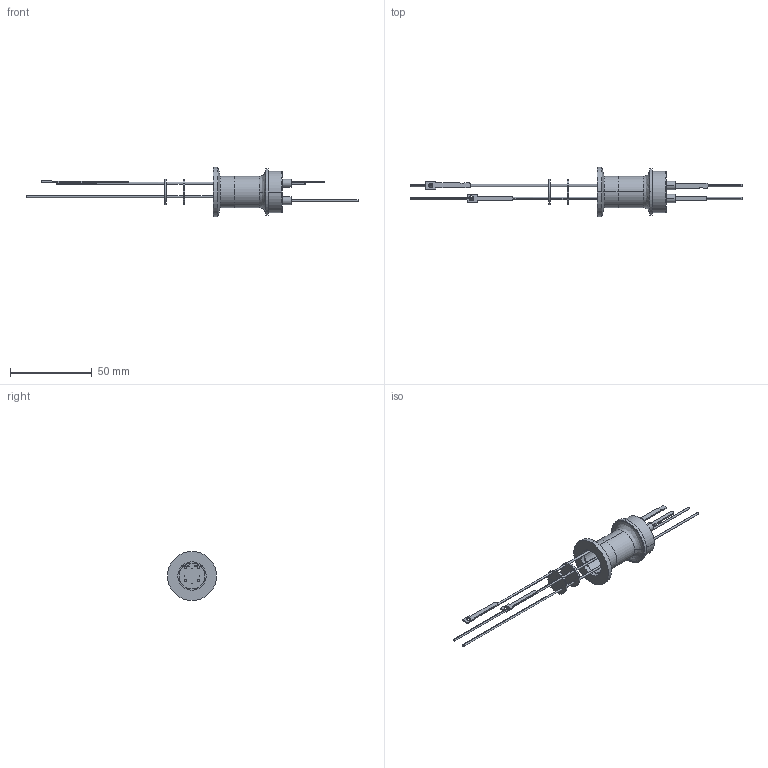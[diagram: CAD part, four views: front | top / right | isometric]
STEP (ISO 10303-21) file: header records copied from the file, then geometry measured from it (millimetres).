
FILE_DESCRIPTION (( 'STEP AP203' ), '1' );
FILE_NAME ('A0435-8-QF.STEP', '2013-05-09T11:11:19', ( '' ), ( '' ), 'SwSTEP 2.0', 'SolidWorks 2012', '' );
FILE_SCHEMA (( 'CONFIG_CONTROL_DESIGN' ));
Length unit declared in the file: inch
Products named in the file (1): A0435-8-QF
Bounding box: 202.85 x 29.97 x 29.97 mm (x, y, z)
Volume: 7830.2 mm3; surface area: 12661.1 mm2
Topology: 1 solids, 5 shells, 236 faces, 579 edges, 382 vertices
Faces by surface type: cylinder 133, plane 73, bspline 20, cone 10
Entity records: 7680 total; most frequent: CARTESIAN_POINT 1720, DIRECTION 1331, ORIENTED_EDGE 1158, EDGE_CURVE 579, AXIS2_PLACEMENT_3D 545, VERTEX_POINT 382, CIRCLE 328, EDGE_LOOP 305
